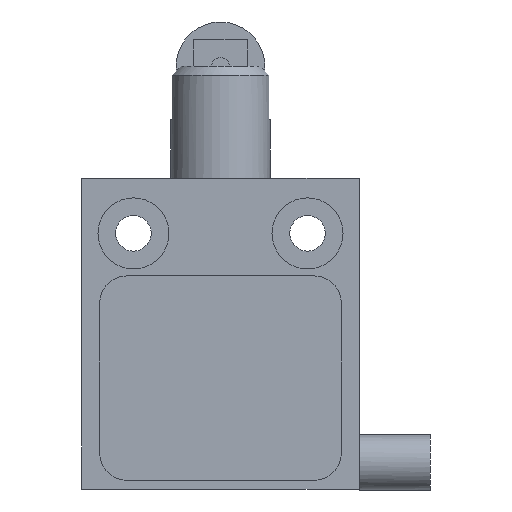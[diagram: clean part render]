
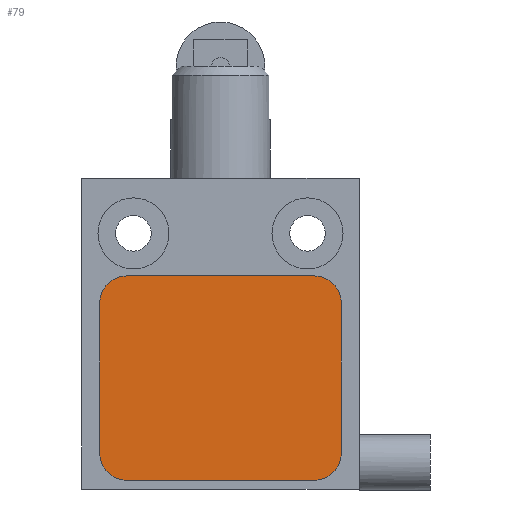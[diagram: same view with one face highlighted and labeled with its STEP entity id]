
A CAD part, front view. The second image highlights one B-rep face of the part: STEP entity #79.
In plain terms, the highlighted planar face has unit normal (0, -1, 0).
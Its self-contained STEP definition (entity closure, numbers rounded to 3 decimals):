
#79=ADVANCED_FACE('FACE1',(#205),#206,.T.);
#205=FACE_OUTER_BOUND('',#383,.T.);
#206=PLANE('',#384);
#383=EDGE_LOOP('',(#555,#556,#557,#558,#559,#560,#561,#562));
#384=AXIS2_PLACEMENT_3D('',#563,#564,#565);
#555=ORIENTED_EDGE('',*,*,#1060,.T.);
#556=ORIENTED_EDGE('',*,*,#1061,.T.);
#557=ORIENTED_EDGE('',*,*,#1062,.T.);
#558=ORIENTED_EDGE('',*,*,#1063,.T.);
#559=ORIENTED_EDGE('',*,*,#1064,.T.);
#560=ORIENTED_EDGE('',*,*,#1065,.T.);
#561=ORIENTED_EDGE('',*,*,#1066,.T.);
#562=ORIENTED_EDGE('',*,*,#1067,.T.);
#563=CARTESIAN_POINT('',(0.,-7.62,15.875));
#564=DIRECTION('',(0.0,-1.0,0.));
#565=DIRECTION('',(-1.0,0.0,0.0));
#1060=EDGE_CURVE('EDGE1',#1259,#1260,#1261,.T.);
#1061=EDGE_CURVE('EDGE2',#1260,#1262,#1263,.T.);
#1062=EDGE_CURVE('EDGE3',#1262,#1264,#1265,.T.);
#1063=EDGE_CURVE('EDGE4',#1264,#1266,#1267,.T.);
#1064=EDGE_CURVE('EDGE5',#1266,#1268,#1269,.T.);
#1065=EDGE_CURVE('EDGE6',#1268,#1270,#1271,.T.);
#1066=EDGE_CURVE('EDGE7',#1270,#1272,#1273,.T.);
#1067=EDGE_CURVE('EDGE8',#1272,#1259,#1274,.T.);
#1259=VERTEX_POINT('VERTEX1',#1552);
#1260=VERTEX_POINT('VERTEX2',#1553);
#1261=CIRCLE('',#1554,3.81);
#1262=VERTEX_POINT('VERTEX3',#1555);
#1263=LINE('',#1556,#1557);
#1264=VERTEX_POINT('VERTEX4',#1558);
#1265=CIRCLE('',#1559,3.81);
#1266=VERTEX_POINT('VERTEX5',#1560);
#1267=LINE('',#1561,#1562);
#1268=VERTEX_POINT('VERTEX6',#1563);
#1269=CIRCLE('',#1564,3.81);
#1270=VERTEX_POINT('VERTEX7',#1565);
#1271=LINE('',#1566,#1567);
#1272=VERTEX_POINT('VERTEX8',#1568);
#1273=CIRCLE('',#1569,3.81);
#1274=LINE('',#1570,#1571);
#1552=CARTESIAN_POINT('',(13.462,-7.62,1.27));
#1553=CARTESIAN_POINT('',(17.272,-7.62,5.08));
#1554=AXIS2_PLACEMENT_3D('',#2000,#2001,#2002);
#1555=CARTESIAN_POINT('',(17.272,-7.62,26.67));
#1556=CARTESIAN_POINT('',(17.272,-7.62,5.08));
#1557=VECTOR('',#2003,25.4);
#1558=CARTESIAN_POINT('',(13.462,-7.62,30.48));
#1559=AXIS2_PLACEMENT_3D('',#2004,#2005,#2006);
#1560=CARTESIAN_POINT('',(-13.462,-7.62,30.48));
#1561=CARTESIAN_POINT('',(13.462,-7.62,30.48));
#1562=VECTOR('',#2007,25.4);
#1563=CARTESIAN_POINT('',(-17.272,-7.62,26.67));
#1564=AXIS2_PLACEMENT_3D('',#2008,#2009,#2010);
#1565=CARTESIAN_POINT('',(-17.272,-7.62,5.08));
#1566=CARTESIAN_POINT('',(-17.272,-7.62,26.67));
#1567=VECTOR('',#2011,25.4);
#1568=CARTESIAN_POINT('',(-13.462,-7.62,1.27));
#1569=AXIS2_PLACEMENT_3D('',#2012,#2013,#2014);
#1570=CARTESIAN_POINT('',(0.0,-7.62,1.27));
#1571=VECTOR('',#2015,25.4);
#2000=CARTESIAN_POINT('',(13.462,-7.62,5.08));
#2001=DIRECTION('',(0.,-1.0,0.));
#2002=DIRECTION('',(0.,0.,-1.0));
#2003=DIRECTION('',(0.0,0.,1.0));
#2004=CARTESIAN_POINT('',(13.462,-7.62,26.67));
#2005=DIRECTION('',(0.,-1.0,0.));
#2006=DIRECTION('',(1.0,0.,0.));
#2007=DIRECTION('',(-1.0,0.,0.));
#2008=CARTESIAN_POINT('',(-13.462,-7.62,26.67));
#2009=DIRECTION('',(0.0,-1.0,0.));
#2010=DIRECTION('',(0.,0.,1.0));
#2011=DIRECTION('',(0.,0.,-1.0));
#2012=CARTESIAN_POINT('',(-13.462,-7.62,5.08));
#2013=DIRECTION('',(0.,-1.0,0.));
#2014=DIRECTION('',(-1.0,0.,0.));
#2015=DIRECTION('',(1.0,0.0,0.0));
